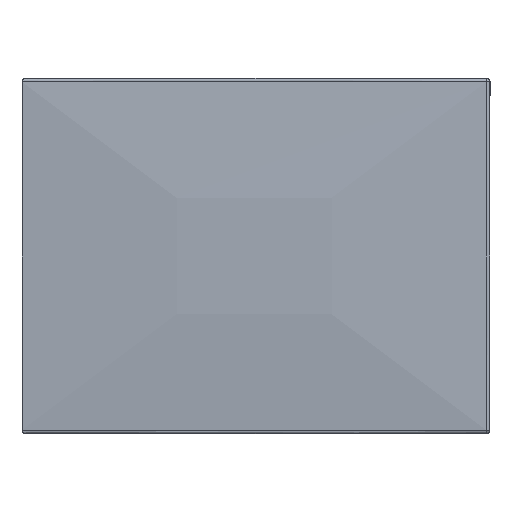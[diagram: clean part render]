
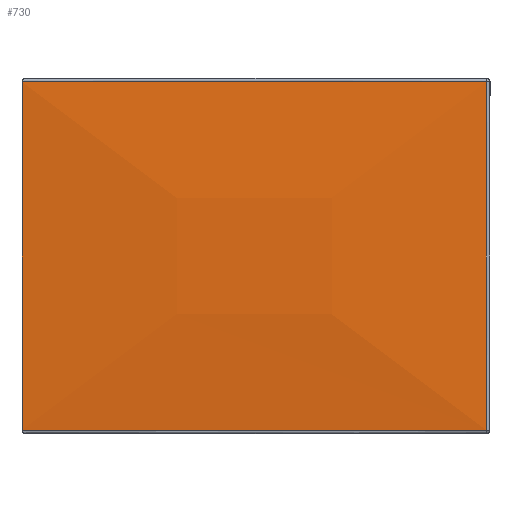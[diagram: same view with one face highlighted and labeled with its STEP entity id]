
A CAD part, left-side view. The second image highlights one B-rep face of the part: STEP entity #730.
In plain terms, the highlighted free-form (B-spline) face has degree [3, 3] with [4, 4] control points.
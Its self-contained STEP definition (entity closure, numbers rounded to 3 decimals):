
#74 = CARTESIAN_POINT ( 'NONE',  ( -1., -0.208, 0.95 ) ) ;
#79 = B_SPLINE_SURFACE_WITH_KNOTS ( 'NONE', 3, 3, ( 
 ( #1753, #1292, #347, #1040 ),
 ( #1595, #493, #900, #1451 ),
 ( #1033, #1320, #1178, #882 ),
 ( #1047, #1329, #74, #631 ) ),
 .UNSPECIFIED., .F., .F., .F.,
 ( 4, 4 ),
 ( 4, 4 ),
 ( 0., 1. ),
 ( 0., 1. ),
 .UNSPECIFIED. ) ;
#80 = CARTESIAN_POINT ( 'NONE',  ( -1., -0.615, 0.01 ) ) ;
#207 = EDGE_CURVE ( 'NONE', #410, #254, #348, .T. ) ;
#224 = CARTESIAN_POINT ( 'NONE',  ( -1.001, 0.212, 0.941 ) ) ;
#254 = VERTEX_POINT ( 'NONE', #1409 ) ;
#267 = VERTEX_POINT ( 'NONE', #1129 ) ;
#273 = VERTEX_POINT ( 'NONE', #833 ) ;
#302 = CARTESIAN_POINT ( 'NONE',  ( -1., 0.625, 0.475 ) ) ;
#329 = CARTESIAN_POINT ( 'NONE',  ( -1.001, -0.616, 0.63 ) ) ;
#347 = CARTESIAN_POINT ( 'NONE',  ( -1., -0.208, 0. ) ) ;
#348 = B_SPLINE_CURVE_WITH_KNOTS ( 'NONE', 3,
 ( #80, #497, #370, #509 ),
 .UNSPECIFIED., .F., .F.,
 ( 4, 4 ),
 ( 0., 1. ),
 .UNSPECIFIED. ) ;
#355 = ORIENTED_EDGE ( 'NONE', *, *, #207, .F. ) ;
#370 = CARTESIAN_POINT ( 'NONE',  ( -1.001, 0.212, 0.009 ) ) ;
#410 = VERTEX_POINT ( 'NONE', #1187 ) ;
#440 = CARTESIAN_POINT ( 'NONE',  ( -1.001, -0.616, 0.32 ) ) ;
#472 = FACE_OUTER_BOUND ( 'NONE', #1430, .T. ) ;
#493 = CARTESIAN_POINT ( 'NONE',  ( -1.044, 0.208, 0.317 ) ) ;
#495 = CARTESIAN_POINT ( 'NONE',  ( -1.001, -0.202, 0.941 ) ) ;
#497 = CARTESIAN_POINT ( 'NONE',  ( -1.001, -0.202, 0.009 ) ) ;
#509 = CARTESIAN_POINT ( 'NONE',  ( -1., 0.625, 0.01 ) ) ;
#631 = CARTESIAN_POINT ( 'NONE',  ( -1., -0.625, 0.95 ) ) ;
#635 = CARTESIAN_POINT ( 'NONE',  ( -1., 0.625, 0.94 ) ) ;
#656 = B_SPLINE_CURVE_WITH_KNOTS ( 'NONE', 3,
 ( #1031, #329, #440, #1560 ),
 .UNSPECIFIED., .F., .F.,
 ( 4, 4 ),
 ( 0., 1. ),
 .UNSPECIFIED. ) ;
#730 = ADVANCED_FACE ( 'NONE', ( #472 ), #79, .F. ) ;
#833 = CARTESIAN_POINT ( 'NONE',  ( -1., 0.625, 0.94 ) ) ;
#882 = CARTESIAN_POINT ( 'NONE',  ( -1., -0.625, 0.633 ) ) ;
#900 = CARTESIAN_POINT ( 'NONE',  ( -1.044, -0.208, 0.317 ) ) ;
#912 = EDGE_CURVE ( 'NONE', #254, #273, #1559, .T. ) ;
#1031 = CARTESIAN_POINT ( 'NONE',  ( -1., -0.615, 0.94 ) ) ;
#1033 = CARTESIAN_POINT ( 'NONE',  ( -1., 0.625, 0.633 ) ) ;
#1040 = CARTESIAN_POINT ( 'NONE',  ( -1., -0.625, 0. ) ) ;
#1046 = ORIENTED_EDGE ( 'NONE', *, *, #912, .F. ) ;
#1047 = CARTESIAN_POINT ( 'NONE',  ( -1., 0.625, 0.95 ) ) ;
#1129 = CARTESIAN_POINT ( 'NONE',  ( -1., -0.615, 0.94 ) ) ;
#1150 = ORIENTED_EDGE ( 'NONE', *, *, #1668, .F. ) ;
#1178 = CARTESIAN_POINT ( 'NONE',  ( -1.044, -0.208, 0.633 ) ) ;
#1187 = CARTESIAN_POINT ( 'NONE',  ( -1., -0.615, 0.01 ) ) ;
#1292 = CARTESIAN_POINT ( 'NONE',  ( -1., 0.208, 0. ) ) ;
#1320 = CARTESIAN_POINT ( 'NONE',  ( -1.044, 0.208, 0.633 ) ) ;
#1329 = CARTESIAN_POINT ( 'NONE',  ( -1., 0.208, 0.95 ) ) ;
#1355 = VECTOR ( 'NONE', #1809, 1000. ) ;
#1409 = CARTESIAN_POINT ( 'NONE',  ( -1., 0.625, 0.01 ) ) ;
#1430 = EDGE_LOOP ( 'NONE', ( #355, #1150, #1641, #1046 ) ) ;
#1451 = CARTESIAN_POINT ( 'NONE',  ( -1., -0.625, 0.317 ) ) ;
#1478 = CARTESIAN_POINT ( 'NONE',  ( -1., -0.615, 0.94 ) ) ;
#1507 = EDGE_CURVE ( 'NONE', #273, #267, #1578, .T. ) ;
#1559 = LINE ( 'NONE', #302, #1355 ) ;
#1560 = CARTESIAN_POINT ( 'NONE',  ( -1., -0.615, 0.01 ) ) ;
#1578 =( BOUNDED_CURVE ( )  B_SPLINE_CURVE ( 3, ( #635, #224, #495, #1478 ),
 .UNSPECIFIED., .F., .T. ) 
 B_SPLINE_CURVE_WITH_KNOTS ( ( 4, 4 ),
 ( 0., 1. ),
 .UNSPECIFIED. ) 
 CURVE ( )  GEOMETRIC_REPRESENTATION_ITEM ( )  RATIONAL_B_SPLINE_CURVE ( ( 1., 1., 1., 1. ) ) 
 REPRESENTATION_ITEM ( '' )  );
#1595 = CARTESIAN_POINT ( 'NONE',  ( -1., 0.625, 0.317 ) ) ;
#1641 = ORIENTED_EDGE ( 'NONE', *, *, #1507, .F. ) ;
#1668 = EDGE_CURVE ( 'NONE', #267, #410, #656, .T. ) ;
#1753 = CARTESIAN_POINT ( 'NONE',  ( -1., 0.625, 0. ) ) ;
#1809 = DIRECTION ( 'NONE',  ( 0., 0., 1. ) ) ;
